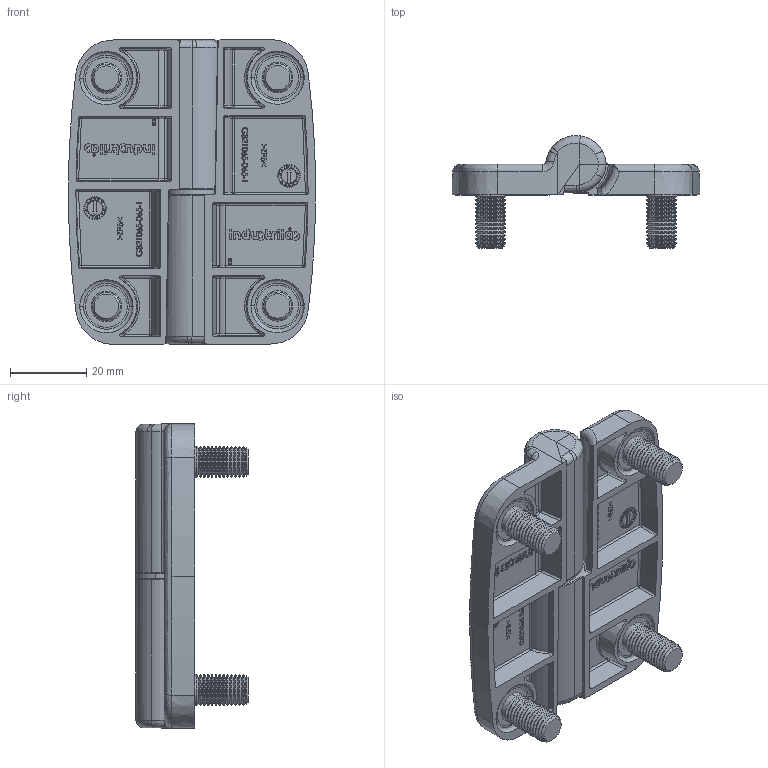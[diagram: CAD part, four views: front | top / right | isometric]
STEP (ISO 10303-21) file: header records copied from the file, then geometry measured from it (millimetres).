
FILE_DESCRIPTION (( 'STEP AP203' ), '1' );
FILE_NAME ('321665-065_Industrilas.step', '2017-03-31T10:02:53', ( '' ), ( '' ), 'SwSTEP 2.0', 'SolidWorks 2008', '' );
FILE_SCHEMA (( 'CONFIG_CONTROL_DESIGN' ));
Length unit declared in the file: millimetre
Products named in the file (6): 00009483; 321665-065_Industrilas; g321065-065-1; G321064-065-1-1_G321065-065-1-1; 00009710_013090-020-8; 00012287
Assembly tree (7 placements, depth 3):
  321665-065_Industrilas
    00009483
    00012287
    g321065-065-1  x2
      00009710_013090-020-8
      G321064-065-1-1_G321065-065-1-1
Bounding box: 65 x 29.5 x 80.1 mm (x, y, z)
Volume: 33661.8 mm3; surface area: 26533.5 mm2
Topology: 8 solids, 8 shells, 2130 faces, 5184 edges, 3248 vertices
Faces by surface type: plane 874, bspline 720, cylinder 284, cone 252
Entity records: 53615 total; most frequent: CARTESIAN_POINT 31219, ORIENTED_EDGE 4934, DIRECTION 3648, EDGE_CURVE 2467, VERTEX_POINT 1560, VECTOR 1414, LINE 1414, AXIS2_PLACEMENT_3D 1117
